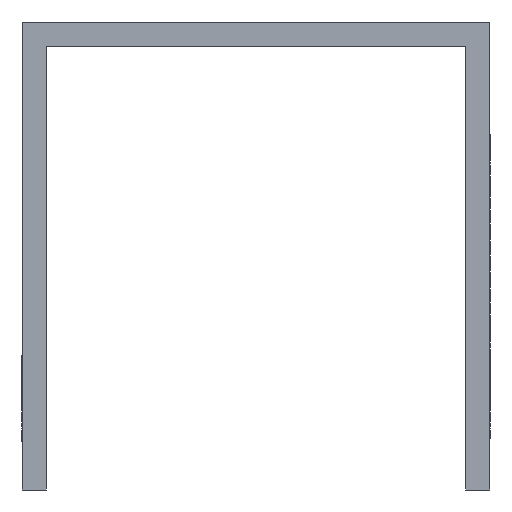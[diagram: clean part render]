
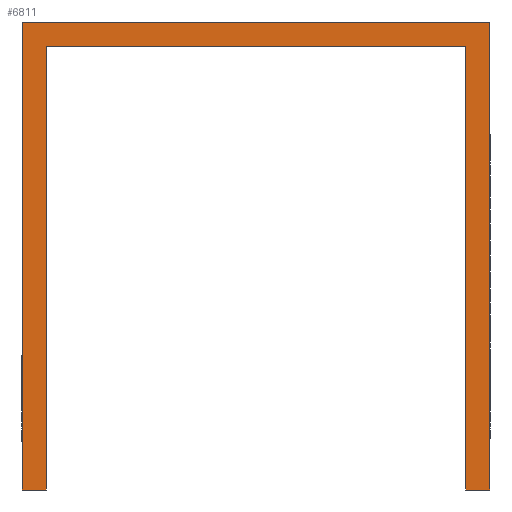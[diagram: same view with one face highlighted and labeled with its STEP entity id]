
A CAD part, front view. The second image highlights one B-rep face of the part: STEP entity #6811.
In plain terms, the highlighted planar face has unit normal (0, -1, 0).
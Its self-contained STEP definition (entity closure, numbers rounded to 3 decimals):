
#6 = LINE ( 'NONE', #14250, #21007 ) ;
#181 = DIRECTION ( 'NONE',  ( 0., 0., -1. ) ) ;
#706 = VECTOR ( 'NONE', #14349, 1000. ) ;
#1416 = VECTOR ( 'NONE', #21255, 1000. ) ;
#2291 = DIRECTION ( 'NONE',  ( -1., 0., 0. ) ) ;
#2789 = EDGE_CURVE ( 'NONE', #6762, #7434, #6739, .T. ) ;
#3682 = PLANE ( 'NONE',  #20030 ) ;
#3825 = VECTOR ( 'NONE', #6157, 1000. ) ;
#3921 = LINE ( 'NONE', #17328, #7908 ) ;
#4023 = DIRECTION ( 'NONE',  ( 0., 0., -1. ) ) ;
#4579 = CARTESIAN_POINT ( 'NONE',  ( -24., 0., -45.5 ) ) ;
#4872 = EDGE_CURVE ( 'NONE', #10510, #18699, #6, .T. ) ;
#4874 = VERTEX_POINT ( 'NONE', #19236 ) ;
#4909 = ORIENTED_EDGE ( 'NONE', *, *, #7058, .F. ) ;
#5685 = EDGE_LOOP ( 'NONE', ( #20884, #8708, #20627, #10585, #13883, #19012, #15333, #4909 ) ) ;
#5735 = CARTESIAN_POINT ( 'NONE',  ( -21.5, 0., 0. ) ) ;
#6157 = DIRECTION ( 'NONE',  ( 0., 0., 1. ) ) ;
#6166 = CARTESIAN_POINT ( 'NONE',  ( -21.5, 0., -45.5 ) ) ;
#6388 = VECTOR ( 'NONE', #4023, 1000. ) ;
#6739 = LINE ( 'NONE', #9381, #1416 ) ;
#6762 = VERTEX_POINT ( 'NONE', #8277 ) ;
#6811 = ADVANCED_FACE ( 'NONE', ( #17977 ), #3682, .T. ) ;
#6844 = LINE ( 'NONE', #19556, #706 ) ;
#7058 = EDGE_CURVE ( 'NONE', #7434, #16971, #6844, .T. ) ;
#7303 = DIRECTION ( 'NONE',  ( 1., 0., 0. ) ) ;
#7434 = VERTEX_POINT ( 'NONE', #18874 ) ;
#7908 = VECTOR ( 'NONE', #181, 1000. ) ;
#8055 = CARTESIAN_POINT ( 'NONE',  ( -21.5, 0., -45.5 ) ) ;
#8277 = CARTESIAN_POINT ( 'NONE',  ( 21.5, 0., -45.5 ) ) ;
#8626 = CARTESIAN_POINT ( 'NONE',  ( 24., 0., 2.5 ) ) ;
#8708 = ORIENTED_EDGE ( 'NONE', *, *, #21690, .F. ) ;
#9381 = CARTESIAN_POINT ( 'NONE',  ( 21.5, 0., 0. ) ) ;
#9677 = VERTEX_POINT ( 'NONE', #13122 ) ;
#10135 = CARTESIAN_POINT ( 'NONE',  ( 0., 0., 0. ) ) ;
#10510 = VERTEX_POINT ( 'NONE', #10971 ) ;
#10585 = ORIENTED_EDGE ( 'NONE', *, *, #4872, .F. ) ;
#10971 = CARTESIAN_POINT ( 'NONE',  ( -24., 0., 2.5 ) ) ;
#11839 = LINE ( 'NONE', #6166, #18739 ) ;
#11997 = DIRECTION ( 'NONE',  ( 0., -1., 0. ) ) ;
#12542 = CARTESIAN_POINT ( 'NONE',  ( 21.5, 0., -45.5 ) ) ;
#12545 = EDGE_CURVE ( 'NONE', #16971, #17801, #19926, .T. ) ;
#13122 = CARTESIAN_POINT ( 'NONE',  ( -24., 0., -45.5 ) ) ;
#13424 = LINE ( 'NONE', #12542, #19025 ) ;
#13776 = DIRECTION ( 'NONE',  ( 0., 0., -1. ) ) ;
#13883 = ORIENTED_EDGE ( 'NONE', *, *, #20548, .F. ) ;
#14250 = CARTESIAN_POINT ( 'NONE',  ( 24., 0., 2.5 ) ) ;
#14349 = DIRECTION ( 'NONE',  ( -1., 0., 0. ) ) ;
#14572 = EDGE_CURVE ( 'NONE', #18699, #4874, #3921, .T. ) ;
#15333 = ORIENTED_EDGE ( 'NONE', *, *, #12545, .F. ) ;
#16971 = VERTEX_POINT ( 'NONE', #18963 ) ;
#17328 = CARTESIAN_POINT ( 'NONE',  ( 24., 0., -45.5 ) ) ;
#17801 = VERTEX_POINT ( 'NONE', #8055 ) ;
#17977 = FACE_OUTER_BOUND ( 'NONE', #5685, .T. ) ;
#18017 = DIRECTION ( 'NONE',  ( -1., 0., 0. ) ) ;
#18699 = VERTEX_POINT ( 'NONE', #8626 ) ;
#18739 = VECTOR ( 'NONE', #18017, 1000. ) ;
#18874 = CARTESIAN_POINT ( 'NONE',  ( 21.5, 0., 0. ) ) ;
#18963 = CARTESIAN_POINT ( 'NONE',  ( -21.5, 0., 0. ) ) ;
#19012 = ORIENTED_EDGE ( 'NONE', *, *, #21909, .F. ) ;
#19025 = VECTOR ( 'NONE', #2291, 1000. ) ;
#19236 = CARTESIAN_POINT ( 'NONE',  ( 24., 0., -45.5 ) ) ;
#19556 = CARTESIAN_POINT ( 'NONE',  ( -21.5, 0., 0. ) ) ;
#19759 = LINE ( 'NONE', #4579, #3825 ) ;
#19926 = LINE ( 'NONE', #5735, #6388 ) ;
#20030 = AXIS2_PLACEMENT_3D ( 'NONE', #10135, #11997, #13776 ) ;
#20548 = EDGE_CURVE ( 'NONE', #9677, #10510, #19759, .T. ) ;
#20627 = ORIENTED_EDGE ( 'NONE', *, *, #14572, .F. ) ;
#20884 = ORIENTED_EDGE ( 'NONE', *, *, #2789, .F. ) ;
#21007 = VECTOR ( 'NONE', #7303, 1000. ) ;
#21255 = DIRECTION ( 'NONE',  ( 0., 0., 1. ) ) ;
#21690 = EDGE_CURVE ( 'NONE', #4874, #6762, #13424, .T. ) ;
#21909 = EDGE_CURVE ( 'NONE', #17801, #9677, #11839, .T. ) ;
